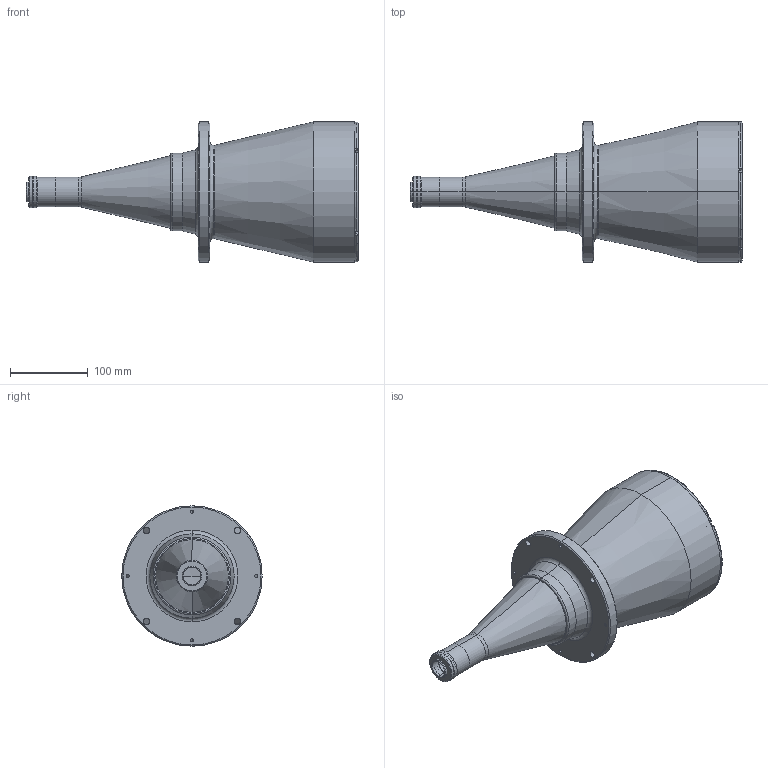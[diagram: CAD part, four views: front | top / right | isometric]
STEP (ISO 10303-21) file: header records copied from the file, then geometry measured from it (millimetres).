
FILE_DESCRIPTION (( 'STEP AP214' ), '1' );
FILE_NAME ('TC23120.STEP', '2013-04-20T09:35:22', ( 'Work' ), ( '' ), 'SwSTEP 2.0', 'SolidWorks 2013', '' );
FILE_SCHEMA (( 'AUTOMOTIVE_DESIGN' ));
Length unit declared in the file: millimetre
Products named in the file (1): TC23120
Bounding box: 425.94 x 180 x 180 mm (x, y, z)
Surface area: 227725 mm2 (no closed solid volume)
Topology: 0 solids, 12 shells, 144 faces, 398 edges, 271 vertices
Faces by surface type: cylinder 71, plane 36, cone 18, torus 17, sphere 2
Entity records: 6491 total; most frequent: CARTESIAN_POINT 944, DIRECTION 925, ORIENTED_EDGE 712, EDGE_CURVE 398, AXIS2_PLACEMENT_3D 392, VERTEX_POINT 271, CIRCLE 247, EDGE_LOOP 200
